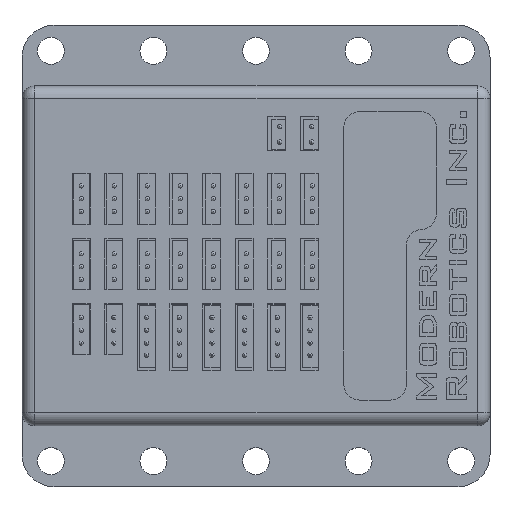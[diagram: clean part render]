
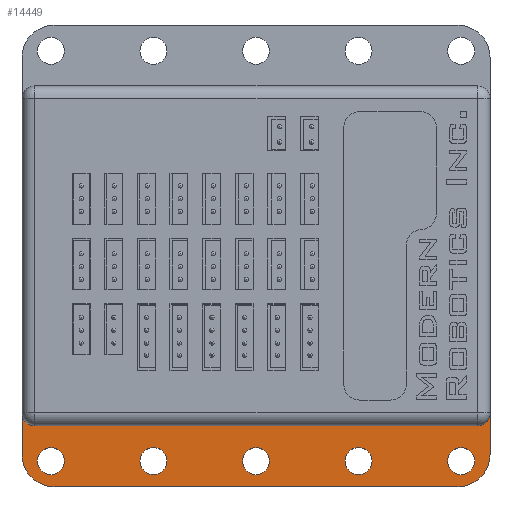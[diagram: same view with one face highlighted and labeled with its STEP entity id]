
A CAD part, top view. The second image highlights one B-rep face of the part: STEP entity #14449.
In plain terms, the highlighted planar face has unit normal (0, 0, 1).
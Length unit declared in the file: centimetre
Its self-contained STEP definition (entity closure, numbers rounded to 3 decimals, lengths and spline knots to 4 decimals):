
#578=FACE_BOUND('',#3477,.T.);
#579=FACE_BOUND('',#3478,.T.);
#580=FACE_BOUND('',#3479,.T.);
#581=FACE_BOUND('',#3480,.T.);
#582=FACE_BOUND('',#3481,.T.);
#1541=CIRCLE('',#15548,0.2);
#1557=CIRCLE('',#15571,0.2);
#1558=CIRCLE('',#15573,0.5);
#1559=CIRCLE('',#15574,0.5);
#1560=CIRCLE('',#15575,0.21);
#1561=CIRCLE('',#15576,0.21);
#1562=CIRCLE('',#15577,0.21);
#1563=CIRCLE('',#15578,0.21);
#1564=CIRCLE('',#15579,0.21);
#2459=FACE_OUTER_BOUND('',#3476,.T.);
#3476=EDGE_LOOP('',(#13079,#13080,#13081,#13082,#13083,#13084,#13085,#13086));
#3477=EDGE_LOOP('',(#13087));
#3478=EDGE_LOOP('',(#13088));
#3479=EDGE_LOOP('',(#13089));
#3480=EDGE_LOOP('',(#13090));
#3481=EDGE_LOOP('',(#13091));
#4740=LINE('',#26080,#5991);
#4747=LINE('',#26095,#5998);
#4753=LINE('',#26109,#6004);
#4759=LINE('',#26154,#6010);
#5991=VECTOR('',#18988,0.65);
#5998=VECTOR('',#19001,6.9);
#6004=VECTOR('',#19011,0.65);
#6010=VECTOR('',#19061,6.3);
#7338=VERTEX_POINT('',#26077);
#7339=VERTEX_POINT('',#26079);
#7343=VERTEX_POINT('',#26089);
#7344=VERTEX_POINT('',#26093);
#7349=VERTEX_POINT('',#26106);
#7350=VERTEX_POINT('',#26108);
#7366=VERTEX_POINT('',#26151);
#7367=VERTEX_POINT('',#26153);
#7368=VERTEX_POINT('',#26156);
#7369=VERTEX_POINT('',#26158);
#7370=VERTEX_POINT('',#26160);
#7371=VERTEX_POINT('',#26162);
#7372=VERTEX_POINT('',#26164);
#9247=EDGE_CURVE('',#7339,#7338,#4740,.T.);
#9253=EDGE_CURVE('',#7343,#7338,#1541,.F.);
#9255=EDGE_CURVE('',#7343,#7344,#4747,.T.);
#9261=EDGE_CURVE('',#7350,#7349,#4753,.T.);
#9282=EDGE_CURVE('',#7350,#7344,#1557,.F.);
#9283=EDGE_CURVE('',#7366,#7349,#1558,.T.);
#9284=EDGE_CURVE('',#7366,#7367,#4759,.T.);
#9285=EDGE_CURVE('',#7339,#7367,#1559,.T.);
#9286=EDGE_CURVE('',#7368,#7368,#1560,.T.);
#9287=EDGE_CURVE('',#7369,#7369,#1561,.T.);
#9288=EDGE_CURVE('',#7370,#7370,#1562,.T.);
#9289=EDGE_CURVE('',#7371,#7371,#1563,.T.);
#9290=EDGE_CURVE('',#7372,#7372,#1564,.T.);
#13079=ORIENTED_EDGE('',*,*,#9255,.T.);
#13080=ORIENTED_EDGE('',*,*,#9282,.F.);
#13081=ORIENTED_EDGE('',*,*,#9261,.T.);
#13082=ORIENTED_EDGE('',*,*,#9283,.F.);
#13083=ORIENTED_EDGE('',*,*,#9284,.T.);
#13084=ORIENTED_EDGE('',*,*,#9285,.F.);
#13085=ORIENTED_EDGE('',*,*,#9247,.T.);
#13086=ORIENTED_EDGE('',*,*,#9253,.F.);
#13087=ORIENTED_EDGE('',*,*,#9286,.T.);
#13088=ORIENTED_EDGE('',*,*,#9287,.T.);
#13089=ORIENTED_EDGE('',*,*,#9288,.T.);
#13090=ORIENTED_EDGE('',*,*,#9289,.T.);
#13091=ORIENTED_EDGE('',*,*,#9290,.T.);
#13674=PLANE('',#15572);
#14449=ADVANCED_FACE('',(#2459,#578,#579,#580,#581,#582),#13674,.T.);
#15548=AXIS2_PLACEMENT_3D('',#26091,#18996,#18997);
#15571=AXIS2_PLACEMENT_3D('',#26149,#19055,#19056);
#15572=AXIS2_PLACEMENT_3D('',#26150,#19057,#19058);
#15573=AXIS2_PLACEMENT_3D('',#26152,#19059,#19060);
#15574=AXIS2_PLACEMENT_3D('',#26155,#19062,#19063);
#15575=AXIS2_PLACEMENT_3D('',#26157,#19064,#19065);
#15576=AXIS2_PLACEMENT_3D('',#26159,#19066,#19067);
#15577=AXIS2_PLACEMENT_3D('',#26161,#19068,#19069);
#15578=AXIS2_PLACEMENT_3D('',#26163,#19070,#19071);
#15579=AXIS2_PLACEMENT_3D('',#26165,#19072,#19073);
#18988=DIRECTION('',(0.,1.,0.));
#18996=DIRECTION('center_axis',(0.,0.,
-1.));
#18997=DIRECTION('ref_axis',(0.707,-0.707,0.));
#19001=DIRECTION('',(-1.,0.,0.));
#19011=DIRECTION('',(0.,-1.,0.));
#19055=DIRECTION('center_axis',(0.,0.,
-1.));
#19056=DIRECTION('ref_axis',(-0.707,-0.707,0.));
#19057=DIRECTION('center_axis',(0.,0.,
1.));
#19058=DIRECTION('ref_axis',(1.,0.,0.));
#19059=DIRECTION('center_axis',(0.,0.,
-1.));
#19060=DIRECTION('ref_axis',(-0.707,-0.707,0.));
#19061=DIRECTION('',(1.,0.,0.));
#19062=DIRECTION('center_axis',(0.,0.,
-1.));
#19063=DIRECTION('ref_axis',(0.707,-0.707,0.));
#19064=DIRECTION('center_axis',(0.,0.,
-1.));
#19065=DIRECTION('ref_axis',(-1.,0.,0.));
#19066=DIRECTION('center_axis',(0.,0.,
-1.));
#19067=DIRECTION('ref_axis',(-1.,0.,0.));
#19068=DIRECTION('center_axis',(0.,0.,
-1.));
#19069=DIRECTION('ref_axis',(-1.,0.,0.));
#19070=DIRECTION('center_axis',(0.,0.,
-1.));
#19071=DIRECTION('ref_axis',(-1.,0.,0.));
#19072=DIRECTION('center_axis',(0.,0.,
-1.));
#19073=DIRECTION('ref_axis',(-1.,0.,0.));
#26077=CARTESIAN_POINT('',(1.93,-3.7654,2.3335));
#26079=CARTESIAN_POINT('',(1.93,-4.4154,2.3335));
#26080=CARTESIAN_POINT('',(1.93,-4.9154,2.3335));
#26089=CARTESIAN_POINT('',(1.73,-3.9654,2.3335));
#26091=CARTESIAN_POINT('Origin',(1.73,-3.7654,2.3335));
#26093=CARTESIAN_POINT('',(-5.17,-3.9654,2.3335));
#26095=CARTESIAN_POINT('',(-3.545,-3.9654,2.3335));
#26106=CARTESIAN_POINT('',(-5.37,-4.4154,2.3335));
#26108=CARTESIAN_POINT('',(-5.37,-3.7654,2.3335));
#26109=CARTESIAN_POINT('',(-5.37,2.2846,2.3335));
#26149=CARTESIAN_POINT('Origin',(-5.17,-3.7654,2.3335));
#26150=CARTESIAN_POINT('Origin',(-1.72,-1.3154,2.3335));
#26151=CARTESIAN_POINT('',(-4.87,-4.9154,2.3335));
#26152=CARTESIAN_POINT('Origin',(-4.87,-4.4154,2.3335));
#26153=CARTESIAN_POINT('',(1.43,-4.9154,2.3335));
#26154=CARTESIAN_POINT('',(-5.37,-4.9154,2.3335));
#26155=CARTESIAN_POINT('Origin',(1.43,-4.4154,2.3335));
#26156=CARTESIAN_POINT('',(1.69,-4.5154,2.3335));
#26157=CARTESIAN_POINT('Origin',(1.48,-4.5154,2.3335));
#26158=CARTESIAN_POINT('',(0.09,-4.5154,2.3335));
#26159=CARTESIAN_POINT('Origin',(-0.12,-4.5154,2.3335));
#26160=CARTESIAN_POINT('',(-1.51,-4.5154,2.3335));
#26161=CARTESIAN_POINT('Origin',(-1.72,-4.5154,2.3335));
#26162=CARTESIAN_POINT('',(-3.11,-4.5154,2.3335));
#26163=CARTESIAN_POINT('Origin',(-3.32,-4.5154,2.3335));
#26164=CARTESIAN_POINT('',(-4.71,-4.5154,2.3335));
#26165=CARTESIAN_POINT('Origin',(-4.92,-4.5154,2.3335));
